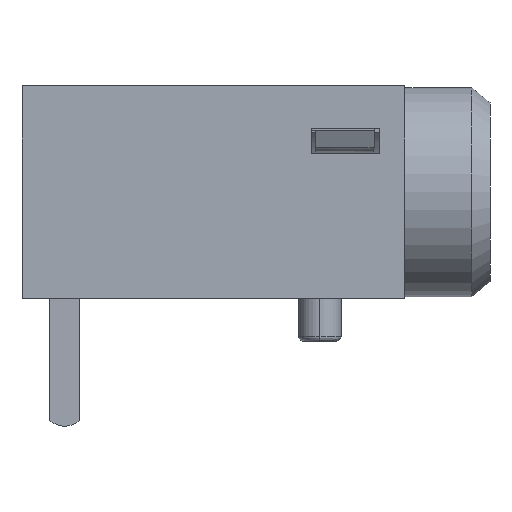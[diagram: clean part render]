
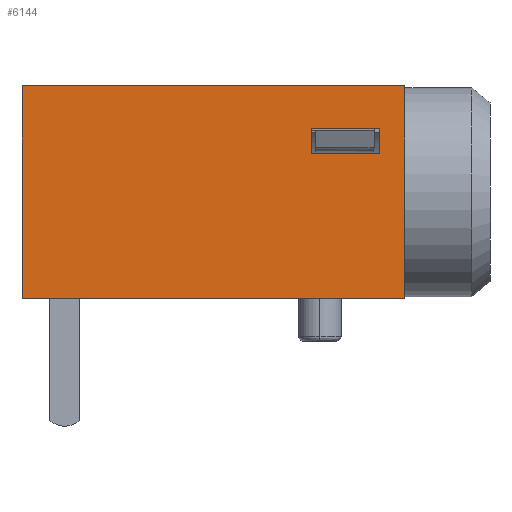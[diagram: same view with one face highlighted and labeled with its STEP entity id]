
A CAD part, left-side view. The second image highlights one B-rep face of the part: STEP entity #6144.
In plain terms, the highlighted planar face has unit normal (-1, 0, 0).
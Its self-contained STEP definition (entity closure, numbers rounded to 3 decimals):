
#290 = LINE ( 'NONE', #2875, #6909 ) ;
#406 = EDGE_CURVE ( 'NONE', #6911, #3122, #2611, .T. ) ;
#782 = CARTESIAN_POINT ( 'NONE',  ( -3., 10.5, 5. ) ) ;
#946 = VERTEX_POINT ( 'NONE', #5462 ) ;
#988 = EDGE_CURVE ( 'NONE', #7076, #6911, #5354, .T. ) ;
#1045 = VECTOR ( 'NONE', #6956, 1000. ) ;
#1257 = CARTESIAN_POINT ( 'NONE',  ( -3., 19.5, 0. ) ) ;
#1289 = VECTOR ( 'NONE', #7665, 1000. ) ;
#1503 = FACE_OUTER_BOUND ( 'NONE', #2762, .T. ) ;
#1702 = VECTOR ( 'NONE', #4073, 1000. ) ;
#1897 = CARTESIAN_POINT ( 'NONE',  ( -3., 10.5, 0. ) ) ;
#2017 = ORIENTED_EDGE ( 'NONE', *, *, #7838, .T. ) ;
#2201 = DIRECTION ( 'NONE',  ( 0., -1., 0. ) ) ;
#2301 = VERTEX_POINT ( 'NONE', #3477 ) ;
#2442 = CARTESIAN_POINT ( 'NONE',  ( -3., 12.7, 3.4 ) ) ;
#2510 = DIRECTION ( 'NONE',  ( 0., 1., 0. ) ) ;
#2560 = CARTESIAN_POINT ( 'NONE',  ( -3., 12.7, 4. ) ) ;
#2570 = VECTOR ( 'NONE', #5783, 1000. ) ;
#2611 = LINE ( 'NONE', #5347, #1702 ) ;
#2762 = EDGE_LOOP ( 'NONE', ( #5622, #4497, #2017, #4305 ) ) ;
#2875 = CARTESIAN_POINT ( 'NONE',  ( -3., 19.5, 4. ) ) ;
#3122 = VERTEX_POINT ( 'NONE', #2560 ) ;
#3123 = CARTESIAN_POINT ( 'NONE',  ( -3., 19.5, 0. ) ) ;
#3142 = EDGE_CURVE ( 'NONE', #3953, #7339, #7465, .T. ) ;
#3477 = CARTESIAN_POINT ( 'NONE',  ( -3., 10.5, 0. ) ) ;
#3588 = CARTESIAN_POINT ( 'NONE',  ( -3., 19.5, 5. ) ) ;
#3608 = AXIS2_PLACEMENT_3D ( 'NONE', #1257, #3907, #4579 ) ;
#3741 = CARTESIAN_POINT ( 'NONE',  ( -3., 19.5, 0. ) ) ;
#3907 = DIRECTION ( 'NONE',  ( -1., 0., 0. ) ) ;
#3953 = VERTEX_POINT ( 'NONE', #5091 ) ;
#3994 = VERTEX_POINT ( 'NONE', #782 ) ;
#4073 = DIRECTION ( 'NONE',  ( 0., 0., 1. ) ) ;
#4118 = DIRECTION ( 'NONE',  ( 0., 1., 0. ) ) ;
#4125 = FACE_BOUND ( 'NONE', #5811, .T. ) ;
#4289 = LINE ( 'NONE', #1897, #2570 ) ;
#4305 = ORIENTED_EDGE ( 'NONE', *, *, #6767, .T. ) ;
#4309 = LINE ( 'NONE', #7721, #1289 ) ;
#4497 = ORIENTED_EDGE ( 'NONE', *, *, #5203, .T. ) ;
#4579 = DIRECTION ( 'NONE',  ( 0., 0., 1. ) ) ;
#4612 = LINE ( 'NONE', #3123, #6410 ) ;
#5030 = EDGE_CURVE ( 'NONE', #3122, #946, #290, .T. ) ;
#5091 = CARTESIAN_POINT ( 'NONE',  ( -3., 19.5, 0. ) ) ;
#5203 = EDGE_CURVE ( 'NONE', #3953, #2301, #4612, .T. ) ;
#5271 = CARTESIAN_POINT ( 'NONE',  ( -3., 11.1, 3.4 ) ) ;
#5328 = VECTOR ( 'NONE', #4118, 1000. ) ;
#5347 = CARTESIAN_POINT ( 'NONE',  ( -3., 12.7, 0. ) ) ;
#5354 = LINE ( 'NONE', #7978, #5328 ) ;
#5462 = CARTESIAN_POINT ( 'NONE',  ( -3., 11.1, 4. ) ) ;
#5622 = ORIENTED_EDGE ( 'NONE', *, *, #3142, .F. ) ;
#5783 = DIRECTION ( 'NONE',  ( 0., 0., 1. ) ) ;
#5811 = EDGE_LOOP ( 'NONE', ( #6265, #6546, #6215, #7774 ) ) ;
#6144 = ADVANCED_FACE ( 'NONE', ( #4125, #1503 ), #7776, .T. ) ;
#6215 = ORIENTED_EDGE ( 'NONE', *, *, #988, .T. ) ;
#6265 = ORIENTED_EDGE ( 'NONE', *, *, #5030, .T. ) ;
#6280 = DIRECTION ( 'NONE',  ( 0., -1., 0. ) ) ;
#6410 = VECTOR ( 'NONE', #6280, 1000. ) ;
#6546 = ORIENTED_EDGE ( 'NONE', *, *, #7155, .T. ) ;
#6709 = VECTOR ( 'NONE', #2510, 1000. ) ;
#6767 = EDGE_CURVE ( 'NONE', #3994, #7339, #7889, .T. ) ;
#6909 = VECTOR ( 'NONE', #2201, 1000. ) ;
#6911 = VERTEX_POINT ( 'NONE', #2442 ) ;
#6956 = DIRECTION ( 'NONE',  ( 0., 0., 1. ) ) ;
#7076 = VERTEX_POINT ( 'NONE', #5271 ) ;
#7155 = EDGE_CURVE ( 'NONE', #946, #7076, #4309, .T. ) ;
#7339 = VERTEX_POINT ( 'NONE', #3588 ) ;
#7465 = LINE ( 'NONE', #3741, #1045 ) ;
#7665 = DIRECTION ( 'NONE',  ( 0., 0., -1. ) ) ;
#7687 = CARTESIAN_POINT ( 'NONE',  ( -3., 19.5, 5. ) ) ;
#7721 = CARTESIAN_POINT ( 'NONE',  ( -3., 11.1, 5. ) ) ;
#7774 = ORIENTED_EDGE ( 'NONE', *, *, #406, .T. ) ;
#7776 = PLANE ( 'NONE',  #3608 ) ;
#7838 = EDGE_CURVE ( 'NONE', #2301, #3994, #4289, .T. ) ;
#7889 = LINE ( 'NONE', #7687, #6709 ) ;
#7978 = CARTESIAN_POINT ( 'NONE',  ( -3., 12.7, 3.4 ) ) ;
